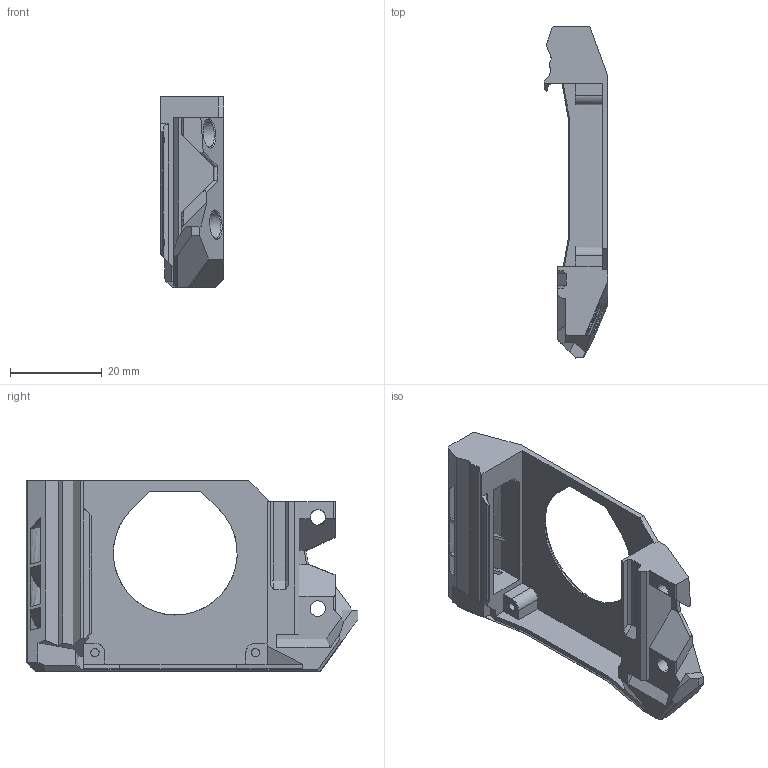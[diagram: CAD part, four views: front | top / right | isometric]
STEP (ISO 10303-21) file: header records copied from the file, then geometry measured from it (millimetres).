
FILE_DESCRIPTION(/* description */ (''),/* implementation_level */ '2;1');
FILE_NAME(/* name */ 'right',/* time_stamp */ '2024-12-15T14:07:24+01:00',/* author */ (''),/* organization */ (''),/* preprocessor_version */ 'ST-DEVELOPER v15',/* originating_system */ '',/* authorisation */ '');
FILE_SCHEMA (('AUTOMOTIVE_DESIGN'));
Length unit declared in the file: millimetre
Products named in the file (1): Document
Bounding box: 13.8 x 72.29 x 41.6 mm (x, y, z)
Volume: 9118.8 mm3; surface area: 8162.1 mm2
Topology: 1 solids, 1 shells, 148 faces, 423 edges, 278 vertices
Faces by surface type: plane 103, bspline 45
Entity records: 5495 total; most frequent: CARTESIAN_POINT 2782, ORIENTED_EDGE 846, EDGE_CURVE 423, B_SPLINE_CURVE_WITH_KNOTS 348, VERTEX_POINT 278, EDGE_LOOP 161, ADVANCED_FACE 148, FACE_OUTER_BOUND 148
